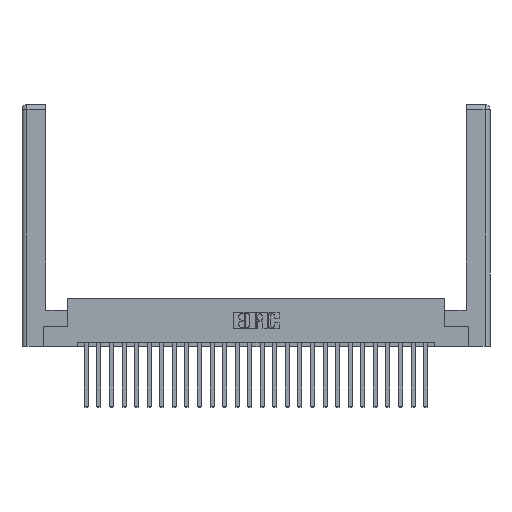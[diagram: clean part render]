
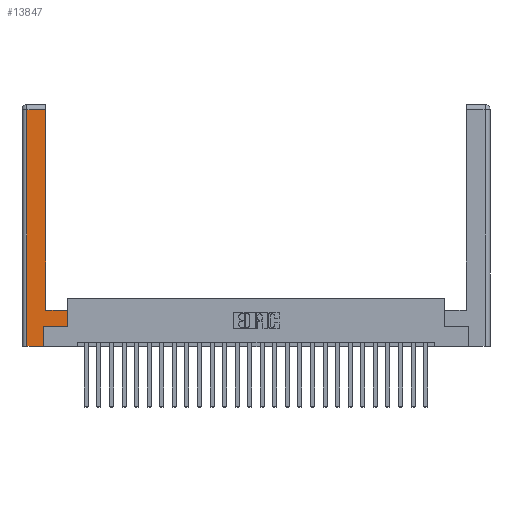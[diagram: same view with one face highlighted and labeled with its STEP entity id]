
A CAD part, top view. The second image highlights one B-rep face of the part: STEP entity #13847.
In plain terms, the highlighted planar face has unit normal (0, 0, 1).
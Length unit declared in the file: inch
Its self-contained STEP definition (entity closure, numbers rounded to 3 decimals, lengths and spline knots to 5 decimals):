
#1080 = EDGE_CURVE ( 'NONE', #4773, #18249, #8982, .T. ) ;
#1403 = VERTEX_POINT ( 'NONE', #7459 ) ;
#1876 = EDGE_CURVE ( 'NONE', #2938, #22036, #23071, .T. ) ;
#2242 = DIRECTION ( 'NONE',  ( 0., 1., 0. ) ) ;
#2596 = ORIENTED_EDGE ( 'NONE', *, *, #1080, .T. ) ;
#2938 = VERTEX_POINT ( 'NONE', #23505 ) ;
#3240 = CARTESIAN_POINT ( 'NONE',  ( 0.0615, 2.94, 0. ) ) ;
#3325 = VERTEX_POINT ( 'NONE', #8584 ) ;
#3421 = CARTESIAN_POINT ( 'NONE',  ( 0.565, 0.45, 0. ) ) ;
#3680 = ORIENTED_EDGE ( 'NONE', *, *, #10818, .T. ) ;
#3718 = ORIENTED_EDGE ( 'NONE', *, *, #22626, .T. ) ;
#3999 = VECTOR ( 'NONE', #2242, 39.37008 ) ;
#4581 = VECTOR ( 'NONE', #18702, 39.37008 ) ;
#4773 = VERTEX_POINT ( 'NONE', #20116 ) ;
#5201 = LINE ( 'NONE', #20811, #4581 ) ;
#6189 = EDGE_CURVE ( 'NONE', #18249, #2938, #6502, .T. ) ;
#6282 = CARTESIAN_POINT ( 'NONE',  ( 0.295, 0.45, 0. ) ) ;
#6469 = FACE_OUTER_BOUND ( 'NONE', #19511, .T. ) ;
#6502 = LINE ( 'NONE', #18330, #8410 ) ;
#7395 = VECTOR ( 'NONE', #21510, 39.37008 ) ;
#7448 = CARTESIAN_POINT ( 'NONE',  ( 0.0615, 0., 0. ) ) ;
#7459 = CARTESIAN_POINT ( 'NONE',  ( 0.295, 2.94, 0. ) ) ;
#8184 = ORIENTED_EDGE ( 'NONE', *, *, #6189, .T. ) ;
#8410 = VECTOR ( 'NONE', #20351, 39.37008 ) ;
#8584 = CARTESIAN_POINT ( 'NONE',  ( 0.295, 0.45, 0. ) ) ;
#8982 = LINE ( 'NONE', #12079, #3999 ) ;
#9609 = ORIENTED_EDGE ( 'NONE', *, *, #1876, .T. ) ;
#10818 = EDGE_CURVE ( 'NONE', #3325, #1403, #19346, .T. ) ;
#11511 = CARTESIAN_POINT ( 'NONE',  ( 0.0615, 2.94, 0. ) ) ;
#11706 = ORIENTED_EDGE ( 'NONE', *, *, #24418, .T. ) ;
#11795 = ORIENTED_EDGE ( 'NONE', *, *, #18667, .T. ) ;
#11815 = CARTESIAN_POINT ( 'NONE',  ( 0., 0., 0. ) ) ;
#12009 = DIRECTION ( 'NONE',  ( 0., -1., 0. ) ) ;
#12079 = CARTESIAN_POINT ( 'NONE',  ( 0.265, 0.245, 0. ) ) ;
#13847 = ADVANCED_FACE ( 'NONE', ( #6469 ), #23627, .F. ) ;
#14289 = CARTESIAN_POINT ( 'NONE',  ( 0.265, 0.245, 0. ) ) ;
#14733 = LINE ( 'NONE', #11511, #19131 ) ;
#16126 = DIRECTION ( 'NONE',  ( -1., 0., 0. ) ) ;
#16886 = VECTOR ( 'NONE', #16126, 39.37008 ) ;
#17601 = CARTESIAN_POINT ( 'NONE',  ( 0.0615, 0., 0. ) ) ;
#18249 = VERTEX_POINT ( 'NONE', #14289 ) ;
#18330 = CARTESIAN_POINT ( 'NONE',  ( 0.565, 0.245, 0. ) ) ;
#18667 = EDGE_CURVE ( 'NONE', #1403, #20154, #14733, .T. ) ;
#18702 = DIRECTION ( 'NONE',  ( 1., 0., 0. ) ) ;
#18895 = LINE ( 'NONE', #17601, #23289 ) ;
#19121 = DIRECTION ( 'NONE',  ( 0., 1., 0. ) ) ;
#19131 = VECTOR ( 'NONE', #21465, 39.37008 ) ;
#19338 = EDGE_CURVE ( 'NONE', #22036, #3325, #21621, .T. ) ;
#19346 = LINE ( 'NONE', #19473, #7395 ) ;
#19473 = CARTESIAN_POINT ( 'NONE',  ( 0.295, 3., 0. ) ) ;
#19511 = EDGE_LOOP ( 'NONE', ( #3680, #11795, #3718, #11706, #2596, #8184, #9609, #21985 ) ) ;
#20116 = CARTESIAN_POINT ( 'NONE',  ( 0.265, 0., 0. ) ) ;
#20154 = VERTEX_POINT ( 'NONE', #3240 ) ;
#20351 = DIRECTION ( 'NONE',  ( 1., 0., 0. ) ) ;
#20591 = VECTOR ( 'NONE', #19121, 39.37008 ) ;
#20811 = CARTESIAN_POINT ( 'NONE',  ( 0.265, 0., 0. ) ) ;
#21131 = VERTEX_POINT ( 'NONE', #7448 ) ;
#21465 = DIRECTION ( 'NONE',  ( -1., 0., 0. ) ) ;
#21510 = DIRECTION ( 'NONE',  ( 0., 1., 0. ) ) ;
#21621 = LINE ( 'NONE', #6282, #16886 ) ;
#21711 = DIRECTION ( 'NONE',  ( -1., 0., 0. ) ) ;
#21798 = DIRECTION ( 'NONE',  ( 0., 0., -1. ) ) ;
#21985 = ORIENTED_EDGE ( 'NONE', *, *, #19338, .T. ) ;
#22036 = VERTEX_POINT ( 'NONE', #24939 ) ;
#22626 = EDGE_CURVE ( 'NONE', #20154, #21131, #18895, .T. ) ;
#23071 = LINE ( 'NONE', #3421, #20591 ) ;
#23289 = VECTOR ( 'NONE', #12009, 39.37008 ) ;
#23505 = CARTESIAN_POINT ( 'NONE',  ( 0.565, 0.245, 0. ) ) ;
#23627 = PLANE ( 'NONE',  #25615 ) ;
#24418 = EDGE_CURVE ( 'NONE', #21131, #4773, #5201, .T. ) ;
#24939 = CARTESIAN_POINT ( 'NONE',  ( 0.565, 0.45, 0. ) ) ;
#25615 = AXIS2_PLACEMENT_3D ( 'NONE', #11815, #21798, #21711 ) ;
